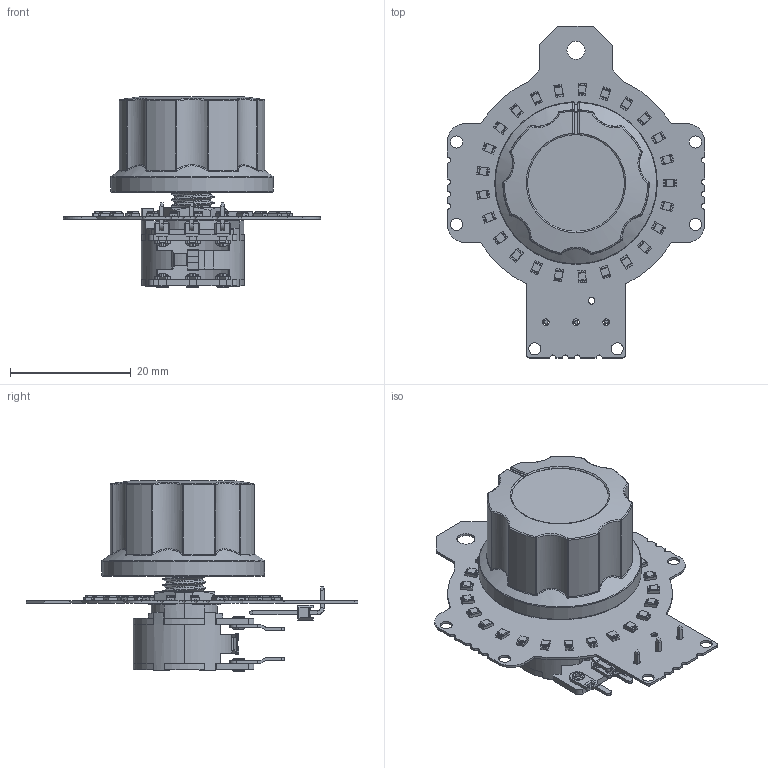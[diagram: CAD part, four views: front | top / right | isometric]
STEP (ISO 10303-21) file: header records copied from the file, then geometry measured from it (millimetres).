
FILE_DESCRIPTION(('Open CASCADE Model'),'2;1');
FILE_NAME('Open CASCADE Shape Model','2023-09-15T00:36:22',('Author'),( 'Open CASCADE'),'Open CASCADE STEP processor 7.5','Open CASCADE 7.5' ,'Unknown');
FILE_SCHEMA(('AUTOMOTIVE_DESIGN { 1 0 10303 214 1 1 1 1 }'));
Length unit declared in the file: millimetre
Products named in the file (51): PCB; Board; Open CASCADE STEP translator 7.5 3.1.1; D7; User Library-0805; J4; 1x1 Male Pin Header Angle; U1; 6320712144; Extruded; D25; D24; D23; D22; D21; D20; D19; D18; D17; D16; D15; D14; D13; D12; D11; D10; D9; D8; D6; D5; D4; D3; D2; D1; C2; 6094349872; Terminal; Open CASCADE STEP translator 6.8 1.1.1; Open CASCADE STEP translator 6.8 1.1.2; Mid_Body ...
Assembly tree (82 placements, depth 5):
  PCB
    Board
      Open CASCADE STEP translator 7.5 3.1.1
    D7
      User Library-0805
    J4
      1x1 Male Pin Header Angle  x3
    U1
      6320712144
        Extruded
    D25
      User Library-0805
    D24
      User Library-0805
    D23
      User Library-0805
    D22
      User Library-0805
    D21
      User Library-0805
    D20
      User Library-0805
    D19
      User Library-0805
    D18
      User Library-0805
    D17
      User Library-0805
    D16
      User Library-0805
    D15
      User Library-0805
    D14
      User Library-0805
    D13
      User Library-0805
    D12
      User Library-0805
    D11
      User Library-0805
    D10
      User Library-0805
    D9
      User Library-0805
    D8
      User Library-0805
    D6
      User Library-0805
    D5
      User Library-0805
    D4
      User Library-0805
    D3
      User Library-0805
    D2
      User Library-0805
    D1
      User Library-0805
    C2
      6094349872
Bounding box: 42.53 x 54.91 x 31.58 mm (x, y, z)
Volume: 7693.5 mm3; surface area: 10409.7 mm2
Topology: 328 solids, 328 shells, 4604 faces, 11479 edges, 7532 vertices
Faces by surface type: plane 3581, cylinder 867, bspline 78, sphere 36, cone 22, torus 20
Full cylindrical faces by diameter (mm): 1.1 x4, 2 x6, 3 x1, 6.35 x1, 7.072 x1, 22.1 x1
Entity records: 39277 total; most frequent: CARTESIAN_POINT 12656, ORIENTED_EDGE 4622, DIRECTION 4479, EDGE_CURVE 2311, AXIS2_PLACEMENT_3D 1539, VERTEX_POINT 1478, LINE 1401, VECTOR 1401
